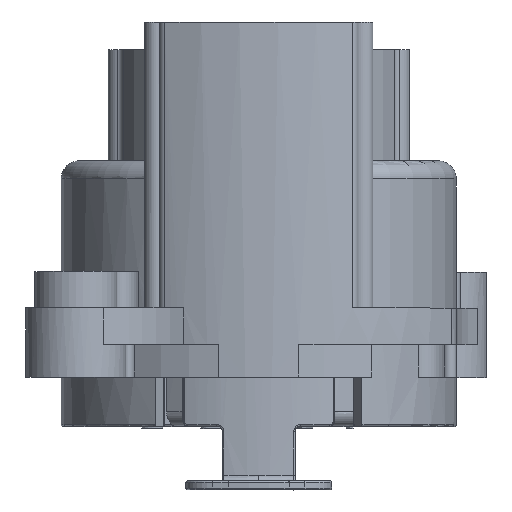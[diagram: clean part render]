
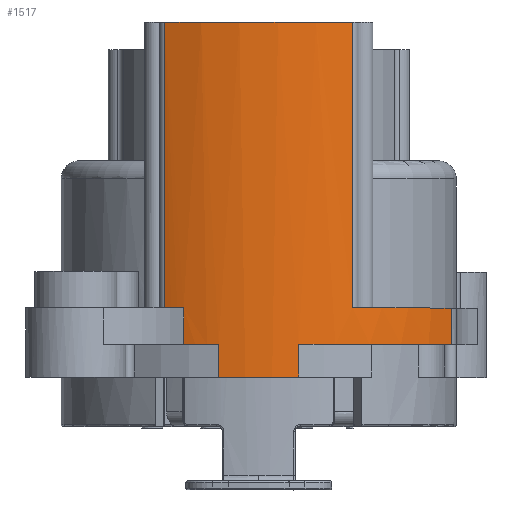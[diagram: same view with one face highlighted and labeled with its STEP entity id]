
A CAD part, top view. The second image highlights one B-rep face of the part: STEP entity #1517.
In plain terms, the highlighted cylindrical face has radius 12.5 mm (diameter 25 mm), a partial arc.
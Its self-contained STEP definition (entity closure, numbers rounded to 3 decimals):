
#1517=ADVANCED_FACE('',(#3781),#3782,.T.);
#3781=FACE_OUTER_BOUND('',#6817,.T.);
#3782=CYLINDRICAL_SURFACE('',#6818,12.5);
#6817=EDGE_LOOP('',(#12424,#12425,#12426,#12427,#12428,#12429,#12430,#12431,#12432,#12433,#12434,#12435));
#6818=AXIS2_PLACEMENT_3D('',#12436,#12437,#12438);
#12424=ORIENTED_EDGE('',*,*,#20358,.F.);
#12425=ORIENTED_EDGE('',*,*,#20646,.T.);
#12426=ORIENTED_EDGE('',*,*,#20648,.F.);
#12427=ORIENTED_EDGE('',*,*,#20649,.T.);
#12428=ORIENTED_EDGE('',*,*,#20474,.F.);
#12429=ORIENTED_EDGE('',*,*,#20650,.F.);
#12430=ORIENTED_EDGE('',*,*,#20581,.T.);
#12431=ORIENTED_EDGE('',*,*,#20651,.T.);
#12432=ORIENTED_EDGE('',*,*,#20410,.T.);
#12433=ORIENTED_EDGE('',*,*,#20407,.T.);
#12434=ORIENTED_EDGE('',*,*,#20365,.F.);
#12435=ORIENTED_EDGE('',*,*,#20362,.T.);
#12436=CARTESIAN_POINT('',(0.0,-8.1,0.0));
#12437=DIRECTION('',(0.0,-1.0,0.0));
#12438=DIRECTION('',(1.0,0.0,0.0));
#20358=EDGE_CURVE('',#24692,#24694,#24695,.T.);
#20362=EDGE_CURVE('',#24699,#24694,#24700,.T.);
#20365=EDGE_CURVE('',#24699,#24703,#24704,.T.);
#20407=EDGE_CURVE('',#24778,#24703,#24779,.T.);
#20410=EDGE_CURVE('',#24782,#24778,#24783,.T.);
#20474=EDGE_CURVE('',#24879,#24881,#24882,.T.);
#20581=EDGE_CURVE('',#25029,#25027,#25030,.T.);
#20646=EDGE_CURVE('',#24692,#25129,#25131,.T.);
#20648=EDGE_CURVE('',#25133,#25129,#25134,.T.);
#20649=EDGE_CURVE('',#25133,#24881,#25135,.T.);
#20650=EDGE_CURVE('',#25029,#24879,#25136,.T.);
#20651=EDGE_CURVE('',#25027,#24782,#25137,.T.);
#24692=VERTEX_POINT('',#30996);
#24694=VERTEX_POINT('',#30998);
#24695=CIRCLE('',#30999,12.5);
#24699=VERTEX_POINT('',#31003);
#24700=LINE('',#31004,#31005);
#24703=VERTEX_POINT('',#31008);
#24704=CIRCLE('',#31009,12.5);
#24778=VERTEX_POINT('',#31109);
#24779=LINE('',#31110,#31111);
#24782=VERTEX_POINT('',#31114);
#24783=CIRCLE('',#31115,12.5);
#24879=VERTEX_POINT('',#31255);
#24881=VERTEX_POINT('',#31258);
#24882=CIRCLE('',#31259,12.5);
#25027=VERTEX_POINT('',#31444);
#25029=VERTEX_POINT('',#31446);
#25030=CIRCLE('',#31447,12.5);
#25129=VERTEX_POINT('',#31584);
#25131=LINE('',#31586,#31587);
#25133=VERTEX_POINT('',#31589);
#25134=CIRCLE('',#31590,12.5);
#25135=LINE('',#31591,#31592);
#25136=LINE('',#31593,#31594);
#25137=LINE('',#31595,#31596);
#30996=CARTESIAN_POINT('',(-4.129,-8.1,11.798));
#30998=CARTESIAN_POINT('',(-5.158,-8.1,11.386));
#30999=AXIS2_PLACEMENT_3D('',#38544,#38545,#38546);
#31003=CARTESIAN_POINT('',(-5.158,7.6,11.386));
#31004=CARTESIAN_POINT('',(-5.158,7.6,11.386));
#31005=VECTOR('',#38553,1.0);
#31008=CARTESIAN_POINT('',(5.158,7.6,11.386));
#31009=AXIS2_PLACEMENT_3D('',#38557,#38558,#38559);
#31109=CARTESIAN_POINT('',(5.158,-8.1,11.386));
#31110=CARTESIAN_POINT('',(5.158,-8.1,11.386));
#31111=VECTOR('',#38619,1.0);
#31114=CARTESIAN_POINT('',(10.572,-8.1,6.669));
#31115=AXIS2_PLACEMENT_3D('',#38623,#38624,#38625);
#31255=CARTESIAN_POINT('',(2.2,-11.9,12.305));
#31258=CARTESIAN_POINT('',(-2.2,-11.9,12.305));
#31259=AXIS2_PLACEMENT_3D('',#38707,#38708,#38709);
#31444=CARTESIAN_POINT('',(10.572,-10.1,6.669));
#31446=CARTESIAN_POINT('',(2.2,-10.1,12.305));
#31447=AXIS2_PLACEMENT_3D('',#38861,#38862,#38863);
#31584=CARTESIAN_POINT('',(-4.129,-10.1,11.798));
#31586=CARTESIAN_POINT('',(-4.129,-8.1,11.798));
#31587=VECTOR('',#38953,1.0);
#31589=CARTESIAN_POINT('',(-2.2,-10.1,12.305));
#31590=AXIS2_PLACEMENT_3D('',#38954,#38955,#38956);
#31591=CARTESIAN_POINT('',(-2.2,-10.1,12.305));
#31592=VECTOR('',#38957,1.0);
#31593=CARTESIAN_POINT('',(2.2,-10.1,12.305));
#31594=VECTOR('',#38958,1.0);
#31595=CARTESIAN_POINT('',(10.572,-10.1,6.669));
#31596=VECTOR('',#38959,1.0);
#38544=CARTESIAN_POINT('',(0.,-8.1,0.));
#38545=DIRECTION('',(0.0,-1.0,0.0));
#38546=DIRECTION('',(-0.33,0.0,0.944));
#38553=DIRECTION('',(0.0,-1.0,0.0));
#38557=CARTESIAN_POINT('',(0.,7.6,0.));
#38558=DIRECTION('',(0.0,1.0,0.0));
#38559=DIRECTION('',(-0.413,0.0,0.911));
#38619=DIRECTION('',(0.0,1.0,0.0));
#38623=CARTESIAN_POINT('',(0.,-8.1,0.));
#38624=DIRECTION('',(0.0,-1.0,0.0));
#38625=DIRECTION('',(0.846,0.0,0.534));
#38707=CARTESIAN_POINT('',(0.,-11.9,0.));
#38708=DIRECTION('',(0.0,-1.0,0.0));
#38709=DIRECTION('',(0.176,0.0,0.984));
#38861=CARTESIAN_POINT('',(0.,-10.1,0.));
#38862=DIRECTION('',(-0.0,1.0,0.0));
#38863=DIRECTION('',(0.176,0.0,0.984));
#38953=DIRECTION('',(0.0,-1.0,0.0));
#38954=CARTESIAN_POINT('',(0.,-10.1,0.));
#38955=DIRECTION('',(0.0,-1.0,0.0));
#38956=DIRECTION('',(-0.176,0.0,0.984));
#38957=DIRECTION('',(0.0,-1.0,0.0));
#38958=DIRECTION('',(0.0,-1.0,0.0));
#38959=DIRECTION('',(0.,1.0,0.));
